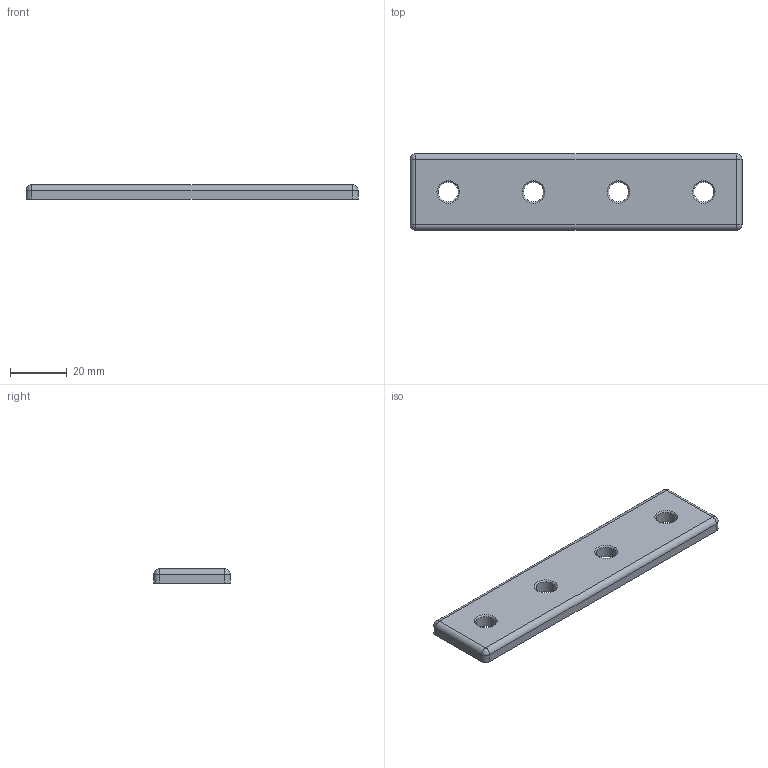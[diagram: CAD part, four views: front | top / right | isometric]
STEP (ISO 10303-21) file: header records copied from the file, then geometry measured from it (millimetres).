
FILE_DESCRIPTION (( 'STEP AP214' ), '1' );
FILE_NAME ('FIXE00H1684-Plaque de connexion V4 30x120.step', '2023-03-24T09:54:49', ( 'Altae' ), ( '' ), 'SwSTEP 2.0', 'SolidWorks 2021', '' );
FILE_SCHEMA (( 'AUTOMOTIVE_DESIGN' ));
Length unit declared in the file: millimetre
Products named in the file (1): FIXE00H1684-Plaque de connexion V4 30x120
Bounding box: 117 x 27 x 5 mm (x, y, z)
Volume: 14743.2 mm3; surface area: 7570.9 mm2
Topology: 1 solids, 1 shells, 42 faces, 96 edges, 52 vertices
Faces by surface type: cone 16, cylinder 16, plane 6, sphere 4
Entity records: 1190 total; most frequent: DIRECTION 226, CARTESIAN_POINT 187, ORIENTED_EDGE 184, EDGE_CURVE 92, AXIS2_PLACEMENT_3D 91, VERTEX_POINT 52, EDGE_LOOP 50, CIRCLE 48
